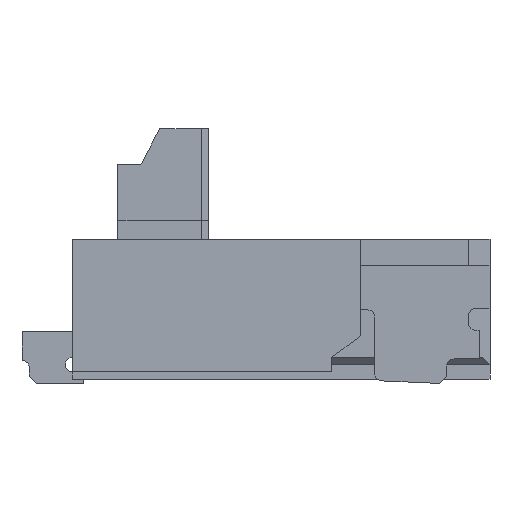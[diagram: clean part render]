
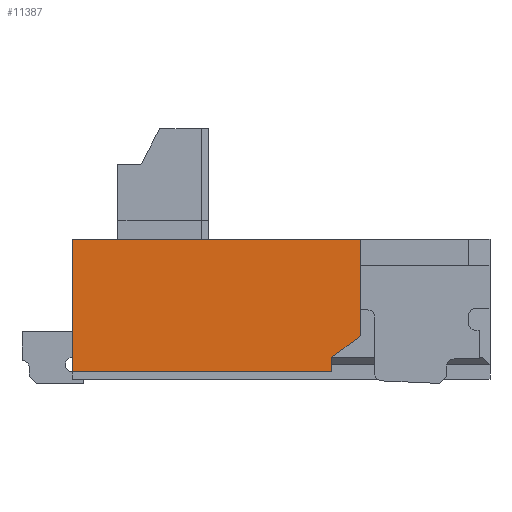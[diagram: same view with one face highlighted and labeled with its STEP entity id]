
A CAD part, left-side view. The second image highlights one B-rep face of the part: STEP entity #11387.
In plain terms, the highlighted free-form (B-spline) face has degree [1, 1] with [2, 2] control points.
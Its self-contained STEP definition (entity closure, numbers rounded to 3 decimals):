
#6500 = B_SPLINE_SURFACE_WITH_KNOTS('',1,1,(
    (#6501,#6502)
    ,(#6503,#6504
    )),.UNSPECIFIED.,.F.,.F.,.F.,(2,2),(2,2),(0.,1.),(0.,1.),
  .PIECEWISE_BEZIER_KNOTS.);
#6501 = CARTESIAN_POINT('',(-2.627,1.074,1.));
#6502 = CARTESIAN_POINT('',(2.627,1.074,1.));
#6503 = CARTESIAN_POINT('',(-2.627,-1.974,1.));
#6504 = CARTESIAN_POINT('',(2.627,-1.974,1.));
#6785 = B_SPLINE_SURFACE_WITH_KNOTS('',1,1,(
    (#6786,#6787)
    ,(#6788,#6789
    )),.UNSPECIFIED.,.F.,.F.,.F.,(2,2),(2,2),(0.,1.),(0.,1.),
  .PIECEWISE_BEZIER_KNOTS.);
#6786 = CARTESIAN_POINT('',(-2.627,1.,0.004));
#6787 = CARTESIAN_POINT('',(2.627,1.,0.004));
#6788 = CARTESIAN_POINT('',(-2.627,1.,1.026));
#6789 = CARTESIAN_POINT('',(2.627,1.,1.026));
#8213 = VERTEX_POINT('',#8214);
#8214 = CARTESIAN_POINT('',(-2.5,1.,1.));
#8233 = EDGE_CURVE('',#8213,#8234,#8236,.T.);
#8234 = VERTEX_POINT('',#8235);
#8235 = CARTESIAN_POINT('',(-2.5,-1.,1.));
#8236 = SURFACE_CURVE('',#8237,(#8241,#8247),.PCURVE_S1.);
#8237 = LINE('',#8238,#8239);
#8238 = CARTESIAN_POINT('',(-2.5,1.,1.));
#8239 = VECTOR('',#8240,1.);
#8240 = DIRECTION('',(0.,-1.,0.));
#8241 = PCURVE('',#6500,#8242);
#8242 = DEFINITIONAL_REPRESENTATION('',(#8243),#8246);
#8243 = B_SPLINE_CURVE_WITH_KNOTS('',1,(#8244,#8245),.UNSPECIFIED.,.F.,
  .F.,(2,2),(0.,2.),.PIECEWISE_BEZIER_KNOTS.);
#8244 = CARTESIAN_POINT('',(0.024,0.024));
#8245 = CARTESIAN_POINT('',(0.68,0.024));
#8246 = ( GEOMETRIC_REPRESENTATION_CONTEXT(2) 
PARAMETRIC_REPRESENTATION_CONTEXT() REPRESENTATION_CONTEXT('2D SPACE',''
  ) );
#8247 = PCURVE('',#8248,#8253);
#8248 = B_SPLINE_SURFACE_WITH_KNOTS('',1,1,(
    (#8249,#8250)
    ,(#8251,#8252
    )),.UNSPECIFIED.,.F.,.F.,.F.,(2,2),(2,2),(0.,1.),(0.,1.),
  .PIECEWISE_BEZIER_KNOTS.);
#8249 = CARTESIAN_POINT('',(-2.5,-1.052,0.055));
#8250 = CARTESIAN_POINT('',(-2.5,1.052,0.055));
#8251 = CARTESIAN_POINT('',(-2.5,-1.052,1.025));
#8252 = CARTESIAN_POINT('',(-2.5,1.052,1.025));
#8253 = DEFINITIONAL_REPRESENTATION('',(#8254),#8257);
#8254 = B_SPLINE_CURVE_WITH_KNOTS('',1,(#8255,#8256),.UNSPECIFIED.,.F.,
  .F.,(2,2),(0.,2.),.PIECEWISE_BEZIER_KNOTS.);
#8255 = CARTESIAN_POINT('',(0.974,0.975));
#8256 = CARTESIAN_POINT('',(0.974,0.025));
#8257 = ( GEOMETRIC_REPRESENTATION_CONTEXT(2) 
PARAMETRIC_REPRESENTATION_CONTEXT() REPRESENTATION_CONTEXT('2D SPACE',''
  ) );
#8274 = B_SPLINE_SURFACE_WITH_KNOTS('',1,1,(
    (#8275,#8276)
    ,(#8277,#8278
    )),.UNSPECIFIED.,.F.,.F.,.F.,(2,2),(2,2),(0.,1.),(0.,1.),
  .PIECEWISE_BEZIER_KNOTS.);
#8275 = CARTESIAN_POINT('',(-2.091,-1.,0.311));
#8276 = CARTESIAN_POINT('',(-2.512,-1.,0.311));
#8277 = CARTESIAN_POINT('',(-2.091,-1.,1.019));
#8278 = CARTESIAN_POINT('',(-2.512,-1.,1.019));
#9291 = VERTEX_POINT('',#9292);
#9292 = CARTESIAN_POINT('',(-2.5,1.,0.08));
#9305 = B_SPLINE_SURFACE_WITH_KNOTS('',1,1,(
    (#9306,#9307)
    ,(#9308,#9309
    )),.UNSPECIFIED.,.F.,.F.,.F.,(2,2),(2,2),(0.,1.),(0.,1.),
  .PIECEWISE_BEZIER_KNOTS.);
#9306 = CARTESIAN_POINT('',(-1.937,1.047,0.08));
#9307 = CARTESIAN_POINT('',(-2.516,1.047,0.08));
#9308 = CARTESIAN_POINT('',(-1.937,-0.847,0.08));
#9309 = CARTESIAN_POINT('',(-2.516,-0.847,0.08));
#9316 = EDGE_CURVE('',#8213,#9291,#9317,.T.);
#9317 = SURFACE_CURVE('',#9318,(#9322,#9328),.PCURVE_S1.);
#9318 = LINE('',#9319,#9320);
#9319 = CARTESIAN_POINT('',(-2.5,1.,1.));
#9320 = VECTOR('',#9321,1.);
#9321 = DIRECTION('',(0.,0.,-1.));
#9322 = PCURVE('',#6785,#9323);
#9323 = DEFINITIONAL_REPRESENTATION('',(#9324),#9327);
#9324 = B_SPLINE_CURVE_WITH_KNOTS('',1,(#9325,#9326),.UNSPECIFIED.,.F.,
  .F.,(2,2),(0.,0.92),.PIECEWISE_BEZIER_KNOTS.);
#9325 = CARTESIAN_POINT('',(0.974,0.024));
#9326 = CARTESIAN_POINT('',(0.075,0.024));
#9327 = ( GEOMETRIC_REPRESENTATION_CONTEXT(2) 
PARAMETRIC_REPRESENTATION_CONTEXT() REPRESENTATION_CONTEXT('2D SPACE',''
  ) );
#9328 = PCURVE('',#8248,#9329);
#9329 = DEFINITIONAL_REPRESENTATION('',(#9330),#9333);
#9330 = B_SPLINE_CURVE_WITH_KNOTS('',1,(#9331,#9332),.UNSPECIFIED.,.F.,
  .F.,(2,2),(0.,0.92),.PIECEWISE_BEZIER_KNOTS.);
#9331 = CARTESIAN_POINT('',(0.974,0.975));
#9332 = CARTESIAN_POINT('',(0.026,0.975));
#9333 = ( GEOMETRIC_REPRESENTATION_CONTEXT(2) 
PARAMETRIC_REPRESENTATION_CONTEXT() REPRESENTATION_CONTEXT('2D SPACE',''
  ) );
#11266 = B_SPLINE_SURFACE_WITH_KNOTS('',1,1,(
    (#11267,#11268)
    ,(#11269,#11270
    )),.UNSPECIFIED.,.F.,.F.,.F.,(2,2),(2,2),(0.,1.),(0.,1.),
  .PIECEWISE_BEZIER_KNOTS.);
#11267 = CARTESIAN_POINT('',(-2.516,-0.8,0.184));
#11268 = CARTESIAN_POINT('',(-1.937,-0.8,0.184));
#11269 = CARTESIAN_POINT('',(-2.516,-0.8,0.076));
#11270 = CARTESIAN_POINT('',(-1.937,-0.8,0.076));
#11346 = EDGE_CURVE('',#11347,#9291,#11349,.T.);
#11347 = VERTEX_POINT('',#11348);
#11348 = CARTESIAN_POINT('',(-2.5,-0.8,0.08));
#11349 = SURFACE_CURVE('',#11350,(#11354,#11360),.PCURVE_S1.);
#11350 = LINE('',#11351,#11352);
#11351 = CARTESIAN_POINT('',(-2.5,-0.8,0.08));
#11352 = VECTOR('',#11353,1.);
#11353 = DIRECTION('',(0.,1.,0.));
#11354 = PCURVE('',#9305,#11355);
#11355 = DEFINITIONAL_REPRESENTATION('',(#11356),#11359);
#11356 = B_SPLINE_CURVE_WITH_KNOTS('',1,(#11357,#11358),.UNSPECIFIED.,
  .F.,.F.,(2,2),(0.,1.8),.PIECEWISE_BEZIER_KNOTS.);
#11357 = CARTESIAN_POINT('',(0.975,0.973));
#11358 = CARTESIAN_POINT('',(0.025,0.973));
#11359 = ( GEOMETRIC_REPRESENTATION_CONTEXT(2) 
PARAMETRIC_REPRESENTATION_CONTEXT() REPRESENTATION_CONTEXT('2D SPACE',''
  ) );
#11360 = PCURVE('',#8248,#11361);
#11361 = DEFINITIONAL_REPRESENTATION('',(#11362),#11365);
#11362 = B_SPLINE_CURVE_WITH_KNOTS('',1,(#11363,#11364),.UNSPECIFIED.,
  .F.,.F.,(2,2),(0.,1.8),.PIECEWISE_BEZIER_KNOTS.);
#11363 = CARTESIAN_POINT('',(0.026,0.12));
#11364 = CARTESIAN_POINT('',(0.026,0.975));
#11365 = ( GEOMETRIC_REPRESENTATION_CONTEXT(2) 
PARAMETRIC_REPRESENTATION_CONTEXT() REPRESENTATION_CONTEXT('2D SPACE',''
  ) );
#11387 = ADVANCED_FACE('',(#11388),#8248,.T.);
#11388 = FACE_BOUND('',#11389,.T.);
#11389 = EDGE_LOOP('',(#11390,#11391,#11392,#11393,#11414,#11440));
#11390 = ORIENTED_EDGE('',*,*,#8233,.F.);
#11391 = ORIENTED_EDGE('',*,*,#9316,.T.);
#11392 = ORIENTED_EDGE('',*,*,#11346,.F.);
#11393 = ORIENTED_EDGE('',*,*,#11394,.T.);
#11394 = EDGE_CURVE('',#11347,#11395,#11397,.T.);
#11395 = VERTEX_POINT('',#11396);
#11396 = CARTESIAN_POINT('',(-2.5,-0.8,0.18));
#11397 = SURFACE_CURVE('',#11398,(#11402,#11408),.PCURVE_S1.);
#11398 = LINE('',#11399,#11400);
#11399 = CARTESIAN_POINT('',(-2.5,-0.8,0.08));
#11400 = VECTOR('',#11401,1.);
#11401 = DIRECTION('',(0.,0.,1.));
#11402 = PCURVE('',#8248,#11403);
#11403 = DEFINITIONAL_REPRESENTATION('',(#11404),#11407);
#11404 = B_SPLINE_CURVE_WITH_KNOTS('',1,(#11405,#11406),.UNSPECIFIED.,
  .F.,.F.,(2,2),(0.,0.1),.PIECEWISE_BEZIER_KNOTS.);
#11405 = CARTESIAN_POINT('',(0.026,0.12));
#11406 = CARTESIAN_POINT('',(0.129,0.12));
#11407 = ( GEOMETRIC_REPRESENTATION_CONTEXT(2) 
PARAMETRIC_REPRESENTATION_CONTEXT() REPRESENTATION_CONTEXT('2D SPACE',''
  ) );
#11408 = PCURVE('',#11266,#11409);
#11409 = DEFINITIONAL_REPRESENTATION('',(#11410),#11413);
#11410 = B_SPLINE_CURVE_WITH_KNOTS('',1,(#11411,#11412),.UNSPECIFIED.,
  .F.,.F.,(2,2),(0.,0.1),.PIECEWISE_BEZIER_KNOTS.);
#11411 = CARTESIAN_POINT('',(0.959,0.027));
#11412 = CARTESIAN_POINT('',(0.041,0.027));
#11413 = ( GEOMETRIC_REPRESENTATION_CONTEXT(2) 
PARAMETRIC_REPRESENTATION_CONTEXT() REPRESENTATION_CONTEXT('2D SPACE',''
  ) );
#11414 = ORIENTED_EDGE('',*,*,#11415,.T.);
#11415 = EDGE_CURVE('',#11395,#11416,#11418,.T.);
#11416 = VERTEX_POINT('',#11417);
#11417 = CARTESIAN_POINT('',(-2.5,-1.,0.33));
#11418 = SURFACE_CURVE('',#11419,(#11423,#11429),.PCURVE_S1.);
#11419 = LINE('',#11420,#11421);
#11420 = CARTESIAN_POINT('',(-2.5,-0.8,0.18));
#11421 = VECTOR('',#11422,1.);
#11422 = DIRECTION('',(0.,-0.8,0.6));
#11423 = PCURVE('',#8248,#11424);
#11424 = DEFINITIONAL_REPRESENTATION('',(#11425),#11428);
#11425 = B_SPLINE_CURVE_WITH_KNOTS('',1,(#11426,#11427),.UNSPECIFIED.,
  .F.,.F.,(2,2),(0.,0.25),.PIECEWISE_BEZIER_KNOTS.);
#11426 = CARTESIAN_POINT('',(0.129,0.12));
#11427 = CARTESIAN_POINT('',(0.283,0.025));
#11428 = ( GEOMETRIC_REPRESENTATION_CONTEXT(2) 
PARAMETRIC_REPRESENTATION_CONTEXT() REPRESENTATION_CONTEXT('2D SPACE',''
  ) );
#11429 = PCURVE('',#11430,#11435);
#11430 = B_SPLINE_SURFACE_WITH_KNOTS('',1,1,(
    (#11431,#11432)
    ,(#11433,#11434
    )),.UNSPECIFIED.,.F.,.F.,.F.,(2,2),(2,2),(0.,1.),(0.,1.),
  .PIECEWISE_BEZIER_KNOTS.);
#11431 = CARTESIAN_POINT('',(-2.091,-0.793,0.175));
#11432 = CARTESIAN_POINT('',(-2.512,-0.793,0.175));
#11433 = CARTESIAN_POINT('',(-2.091,-1.007,0.335));
#11434 = CARTESIAN_POINT('',(-2.512,-1.007,0.335));
#11435 = DEFINITIONAL_REPRESENTATION('',(#11436),#11439);
#11436 = B_SPLINE_CURVE_WITH_KNOTS('',1,(#11437,#11438),.UNSPECIFIED.,
  .F.,.F.,(2,2),(0.,0.25),.PIECEWISE_BEZIER_KNOTS.);
#11437 = CARTESIAN_POINT('',(0.031,0.972));
#11438 = CARTESIAN_POINT('',(0.969,0.972));
#11439 = ( GEOMETRIC_REPRESENTATION_CONTEXT(2) 
PARAMETRIC_REPRESENTATION_CONTEXT() REPRESENTATION_CONTEXT('2D SPACE',''
  ) );
#11440 = ORIENTED_EDGE('',*,*,#11441,.F.);
#11441 = EDGE_CURVE('',#8234,#11416,#11442,.T.);
#11442 = SURFACE_CURVE('',#11443,(#11447,#11453),.PCURVE_S1.);
#11443 = LINE('',#11444,#11445);
#11444 = CARTESIAN_POINT('',(-2.5,-1.,1.));
#11445 = VECTOR('',#11446,1.);
#11446 = DIRECTION('',(0.,0.,-1.));
#11447 = PCURVE('',#8248,#11448);
#11448 = DEFINITIONAL_REPRESENTATION('',(#11449),#11452);
#11449 = B_SPLINE_CURVE_WITH_KNOTS('',1,(#11450,#11451),.UNSPECIFIED.,
  .F.,.F.,(2,2),(0.,0.67),.PIECEWISE_BEZIER_KNOTS.);
#11450 = CARTESIAN_POINT('',(0.974,0.025));
#11451 = CARTESIAN_POINT('',(0.283,0.025));
#11452 = ( GEOMETRIC_REPRESENTATION_CONTEXT(2) 
PARAMETRIC_REPRESENTATION_CONTEXT() REPRESENTATION_CONTEXT('2D SPACE',''
  ) );
#11453 = PCURVE('',#8274,#11454);
#11454 = DEFINITIONAL_REPRESENTATION('',(#11455),#11458);
#11455 = B_SPLINE_CURVE_WITH_KNOTS('',1,(#11456,#11457),.UNSPECIFIED.,
  .F.,.F.,(2,2),(0.,0.67),.PIECEWISE_BEZIER_KNOTS.);
#11456 = CARTESIAN_POINT('',(0.974,0.972));
#11457 = CARTESIAN_POINT('',(0.026,0.972));
#11458 = ( GEOMETRIC_REPRESENTATION_CONTEXT(2) 
PARAMETRIC_REPRESENTATION_CONTEXT() REPRESENTATION_CONTEXT('2D SPACE',''
  ) );
